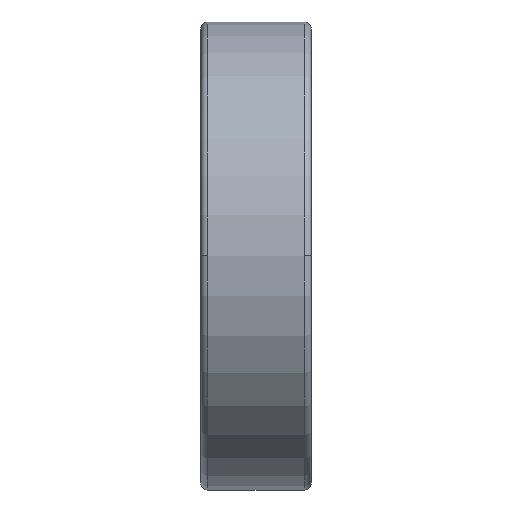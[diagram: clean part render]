
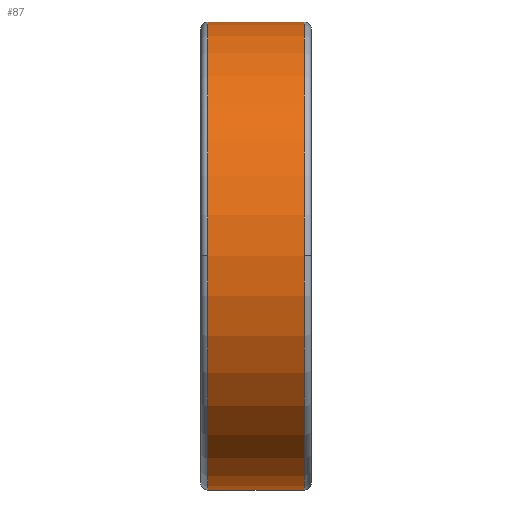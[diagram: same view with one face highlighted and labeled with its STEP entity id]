
A CAD part, top view. The second image highlights one B-rep face of the part: STEP entity #87.
In plain terms, the highlighted cylindrical face has radius 70 mm (diameter 140 mm), a partial arc.
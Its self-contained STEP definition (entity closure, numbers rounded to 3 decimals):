
#87=ADVANCED_FACE('',(#215),#216,.T.);
#215=FACE_OUTER_BOUND('',#481,.T.);
#216=CYLINDRICAL_SURFACE('',#482,70.0);
#481=EDGE_LOOP('',(#801,#802,#803,#804,#805,#806));
#482=AXIS2_PLACEMENT_3D('',#807,#808,#809);
#801=ORIENTED_EDGE('',*,*,#1639,.F.);
#802=ORIENTED_EDGE('',*,*,#1640,.T.);
#803=ORIENTED_EDGE('',*,*,#1641,.T.);
#804=ORIENTED_EDGE('',*,*,#1642,.F.);
#805=ORIENTED_EDGE('',*,*,#1643,.F.);
#806=ORIENTED_EDGE('',*,*,#1636,.F.);
#807=CARTESIAN_POINT('',(16.5,0.0,0.0));
#808=DIRECTION('',(-1.0,0.0,0.0));
#809=DIRECTION('',(0.0,1.0,0.0));
#1636=EDGE_CURVE('',#1920,#1922,#1923,.T.);
#1639=EDGE_CURVE('',#1927,#1920,#1928,.T.);
#1640=EDGE_CURVE('',#1927,#1929,#1930,.T.);
#1641=EDGE_CURVE('',#1929,#1931,#1932,.T.);
#1642=EDGE_CURVE('',#1933,#1931,#1934,.T.);
#1643=EDGE_CURVE('',#1922,#1933,#1935,.T.);
#1920=VERTEX_POINT('',#2354);
#1922=VERTEX_POINT('',#2356);
#1923=CIRCLE('',#2357,70.0);
#1927=VERTEX_POINT('',#2361);
#1928=LINE('',#2362,#2363);
#1929=VERTEX_POINT('',#2364);
#1930=CIRCLE('',#2365,70.0);
#1931=VERTEX_POINT('',#2366);
#1932=CIRCLE('',#2367,70.0);
#1933=VERTEX_POINT('',#2368);
#1934=LINE('',#2369,#2370);
#1935=CIRCLE('',#2371,70.0);
#2354=CARTESIAN_POINT('',(30.9,70.0,0.0));
#2356=CARTESIAN_POINT('',(30.9,0.,70.0));
#2357=AXIS2_PLACEMENT_3D('',#3414,#3415,#3416);
#2361=CARTESIAN_POINT('',(2.1,70.0,0.0));
#2362=CARTESIAN_POINT('',(16.5,70.0,0.));
#2363=VECTOR('',#3423,1.0);
#2364=CARTESIAN_POINT('',(2.1,0.,70.0));
#2365=AXIS2_PLACEMENT_3D('',#3424,#3425,#3426);
#2366=CARTESIAN_POINT('',(2.1,-70.0,0.));
#2367=AXIS2_PLACEMENT_3D('',#3427,#3428,#3429);
#2368=CARTESIAN_POINT('',(30.9,-70.0,0.));
#2369=CARTESIAN_POINT('',(16.5,-70.0,0.));
#2370=VECTOR('',#3430,1.0);
#2371=AXIS2_PLACEMENT_3D('',#3431,#3432,#3433);
#3414=CARTESIAN_POINT('',(30.9,0.0,0.0));
#3415=DIRECTION('',(1.0,0.0,0.0));
#3416=DIRECTION('',(0.0,1.0,0.0));
#3423=DIRECTION('',(1.0,0.0,0.0));
#3424=CARTESIAN_POINT('',(2.1,0.0,0.0));
#3425=DIRECTION('',(1.0,0.0,0.0));
#3426=DIRECTION('',(0.0,1.0,0.0));
#3427=CARTESIAN_POINT('',(2.1,0.0,0.0));
#3428=DIRECTION('',(1.0,0.0,0.0));
#3429=DIRECTION('',(0.0,1.0,0.0));
#3430=DIRECTION('',(-1.0,-0.0,-0.0));
#3431=CARTESIAN_POINT('',(30.9,0.0,0.0));
#3432=DIRECTION('',(1.0,0.0,0.0));
#3433=DIRECTION('',(0.0,1.0,0.0));
